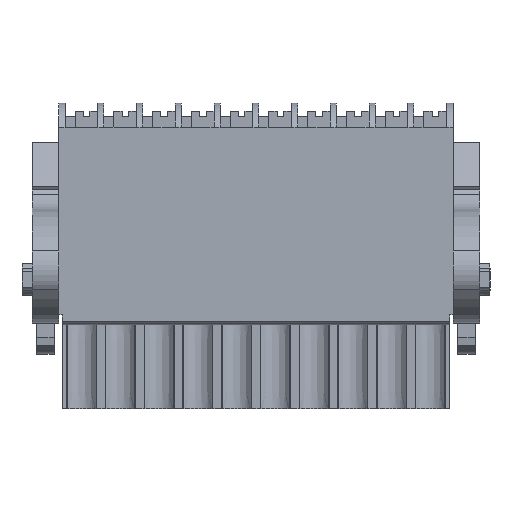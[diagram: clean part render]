
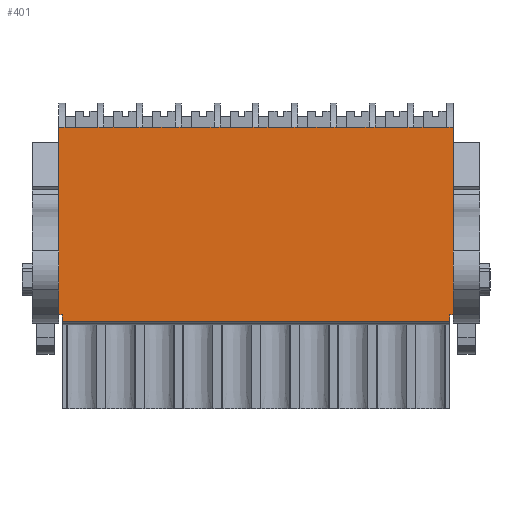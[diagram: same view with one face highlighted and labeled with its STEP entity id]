
A CAD part, front view. The second image highlights one B-rep face of the part: STEP entity #401.
In plain terms, the highlighted planar face has unit normal (0, -1, 0).
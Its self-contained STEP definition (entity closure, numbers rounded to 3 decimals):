
#182=AXIS2_PLACEMENT_3D('Plane Axis2P3D',#179,#180,#181) ;
#36=CARTESIAN_POINT('Line Origine',(3.3,2.682,16.965)) ;
#40=CARTESIAN_POINT('Vertex',(3.3,2.682,8.5)) ;
#42=CARTESIAN_POINT('Vertex',(3.3,2.682,25.43)) ;
#179=CARTESIAN_POINT('Axis2P3D Location',(3.3,2.682,8.5)) ;
#184=CARTESIAN_POINT('Line Origine',(38.97,2.682,16.965)) ;
#188=CARTESIAN_POINT('Vertex',(38.97,2.682,8.5)) ;
#190=CARTESIAN_POINT('Vertex',(38.97,2.682,25.43)) ;
#193=CARTESIAN_POINT('Line Origine',(38.66,2.682,25.43)) ;
#197=CARTESIAN_POINT('Vertex',(38.35,2.682,25.43)) ;
#200=CARTESIAN_POINT('Line Origine',(36.868,2.682,25.43)) ;
#204=CARTESIAN_POINT('Vertex',(35.385,2.682,25.43)) ;
#207=CARTESIAN_POINT('Line Origine',(35.118,2.682,25.43)) ;
#211=CARTESIAN_POINT('Vertex',(34.85,2.682,25.43)) ;
#214=CARTESIAN_POINT('Line Origine',(33.368,2.682,25.43)) ;
#218=CARTESIAN_POINT('Vertex',(31.885,2.682,25.43)) ;
#221=CARTESIAN_POINT('Line Origine',(31.618,2.682,25.43)) ;
#225=CARTESIAN_POINT('Vertex',(31.35,2.682,25.43)) ;
#228=CARTESIAN_POINT('Line Origine',(29.868,2.682,25.43)) ;
#232=CARTESIAN_POINT('Vertex',(28.385,2.682,25.43)) ;
#235=CARTESIAN_POINT('Line Origine',(28.118,2.682,25.43)) ;
#239=CARTESIAN_POINT('Vertex',(27.85,2.682,25.43)) ;
#242=CARTESIAN_POINT('Line Origine',(26.368,2.682,25.43)) ;
#246=CARTESIAN_POINT('Vertex',(24.885,2.682,25.43)) ;
#249=CARTESIAN_POINT('Line Origine',(24.618,2.682,25.43)) ;
#253=CARTESIAN_POINT('Vertex',(24.35,2.682,25.43)) ;
#256=CARTESIAN_POINT('Line Origine',(22.868,2.682,25.43)) ;
#260=CARTESIAN_POINT('Vertex',(21.385,2.682,25.43)) ;
#263=CARTESIAN_POINT('Line Origine',(21.118,2.682,25.43)) ;
#267=CARTESIAN_POINT('Vertex',(20.85,2.682,25.43)) ;
#270=CARTESIAN_POINT('Line Origine',(19.368,2.682,25.43)) ;
#274=CARTESIAN_POINT('Vertex',(17.885,2.682,25.43)) ;
#277=CARTESIAN_POINT('Line Origine',(17.618,2.682,25.43)) ;
#281=CARTESIAN_POINT('Vertex',(17.35,2.682,25.43)) ;
#284=CARTESIAN_POINT('Line Origine',(15.868,2.682,25.43)) ;
#288=CARTESIAN_POINT('Vertex',(14.385,2.682,25.43)) ;
#291=CARTESIAN_POINT('Line Origine',(14.118,2.682,25.43)) ;
#295=CARTESIAN_POINT('Vertex',(13.85,2.682,25.43)) ;
#298=CARTESIAN_POINT('Line Origine',(12.368,2.682,25.43)) ;
#302=CARTESIAN_POINT('Vertex',(10.885,2.682,25.43)) ;
#305=CARTESIAN_POINT('Line Origine',(10.618,2.682,25.43)) ;
#309=CARTESIAN_POINT('Vertex',(10.35,2.682,25.43)) ;
#312=CARTESIAN_POINT('Line Origine',(8.868,2.682,25.43)) ;
#316=CARTESIAN_POINT('Vertex',(7.385,2.682,25.43)) ;
#319=CARTESIAN_POINT('Line Origine',(7.118,2.682,25.43)) ;
#323=CARTESIAN_POINT('Vertex',(6.85,2.682,25.43)) ;
#326=CARTESIAN_POINT('Line Origine',(5.368,2.682,25.43)) ;
#330=CARTESIAN_POINT('Vertex',(3.885,2.682,25.43)) ;
#333=CARTESIAN_POINT('Line Origine',(3.593,2.682,25.43)) ;
#338=CARTESIAN_POINT('Line Origine',(3.468,2.682,8.5)) ;
#342=CARTESIAN_POINT('Vertex',(3.635,2.682,8.5)) ;
#345=CARTESIAN_POINT('Line Origine',(3.635,2.682,8.2)) ;
#349=CARTESIAN_POINT('Vertex',(3.635,2.682,7.9)) ;
#352=CARTESIAN_POINT('Line Origine',(21.135,2.682,7.9)) ;
#356=CARTESIAN_POINT('Vertex',(38.635,2.682,7.9)) ;
#359=CARTESIAN_POINT('Line Origine',(38.635,2.682,8.2)) ;
#363=CARTESIAN_POINT('Vertex',(38.635,2.682,8.5)) ;
#366=CARTESIAN_POINT('Line Origine',(38.803,2.682,8.5)) ;
#37=DIRECTION('Vector Direction',(0.,0.,1.)) ;
#180=DIRECTION('Axis2P3D Direction',(0.,1.,0.)) ;
#181=DIRECTION('Axis2P3D XDirection',(0.,0.,1.)) ;
#185=DIRECTION('Vector Direction',(0.,0.,1.)) ;
#194=DIRECTION('Vector Direction',(1.,0.,0.)) ;
#201=DIRECTION('Vector Direction',(1.,0.,0.)) ;
#208=DIRECTION('Vector Direction',(1.,0.,0.)) ;
#215=DIRECTION('Vector Direction',(1.,0.,0.)) ;
#222=DIRECTION('Vector Direction',(1.,0.,0.)) ;
#229=DIRECTION('Vector Direction',(1.,0.,0.)) ;
#236=DIRECTION('Vector Direction',(1.,0.,0.)) ;
#243=DIRECTION('Vector Direction',(1.,0.,0.)) ;
#250=DIRECTION('Vector Direction',(1.,0.,0.)) ;
#257=DIRECTION('Vector Direction',(1.,0.,0.)) ;
#264=DIRECTION('Vector Direction',(1.,0.,0.)) ;
#271=DIRECTION('Vector Direction',(1.,0.,0.)) ;
#278=DIRECTION('Vector Direction',(1.,0.,0.)) ;
#285=DIRECTION('Vector Direction',(1.,0.,0.)) ;
#292=DIRECTION('Vector Direction',(1.,0.,0.)) ;
#299=DIRECTION('Vector Direction',(1.,0.,0.)) ;
#306=DIRECTION('Vector Direction',(1.,0.,0.)) ;
#313=DIRECTION('Vector Direction',(1.,0.,0.)) ;
#320=DIRECTION('Vector Direction',(1.,0.,0.)) ;
#327=DIRECTION('Vector Direction',(1.,0.,0.)) ;
#334=DIRECTION('Vector Direction',(1.,0.,0.)) ;
#339=DIRECTION('Vector Direction',(1.,0.,0.)) ;
#346=DIRECTION('Vector Direction',(0.,0.,1.)) ;
#353=DIRECTION('Vector Direction',(1.,0.,0.)) ;
#360=DIRECTION('Vector Direction',(0.,0.,1.)) ;
#367=DIRECTION('Vector Direction',(1.,0.,0.)) ;
#38=VECTOR('Line Direction',#37,1.) ;
#186=VECTOR('Line Direction',#185,1.) ;
#195=VECTOR('Line Direction',#194,1.) ;
#202=VECTOR('Line Direction',#201,1.) ;
#209=VECTOR('Line Direction',#208,1.) ;
#216=VECTOR('Line Direction',#215,1.) ;
#223=VECTOR('Line Direction',#222,1.) ;
#230=VECTOR('Line Direction',#229,1.) ;
#237=VECTOR('Line Direction',#236,1.) ;
#244=VECTOR('Line Direction',#243,1.) ;
#251=VECTOR('Line Direction',#250,1.) ;
#258=VECTOR('Line Direction',#257,1.) ;
#265=VECTOR('Line Direction',#264,1.) ;
#272=VECTOR('Line Direction',#271,1.) ;
#279=VECTOR('Line Direction',#278,1.) ;
#286=VECTOR('Line Direction',#285,1.) ;
#293=VECTOR('Line Direction',#292,1.) ;
#300=VECTOR('Line Direction',#299,1.) ;
#307=VECTOR('Line Direction',#306,1.) ;
#314=VECTOR('Line Direction',#313,1.) ;
#321=VECTOR('Line Direction',#320,1.) ;
#328=VECTOR('Line Direction',#327,1.) ;
#335=VECTOR('Line Direction',#334,1.) ;
#340=VECTOR('Line Direction',#339,1.) ;
#347=VECTOR('Line Direction',#346,1.) ;
#354=VECTOR('Line Direction',#353,1.) ;
#361=VECTOR('Line Direction',#360,1.) ;
#368=VECTOR('Line Direction',#367,1.) ;
#372=ORIENTED_EDGE('',*,*,#192,.T.) ;
#373=ORIENTED_EDGE('',*,*,#199,.F.) ;
#374=ORIENTED_EDGE('',*,*,#206,.F.) ;
#375=ORIENTED_EDGE('',*,*,#213,.F.) ;
#376=ORIENTED_EDGE('',*,*,#220,.F.) ;
#377=ORIENTED_EDGE('',*,*,#227,.F.) ;
#378=ORIENTED_EDGE('',*,*,#234,.F.) ;
#379=ORIENTED_EDGE('',*,*,#241,.F.) ;
#380=ORIENTED_EDGE('',*,*,#248,.F.) ;
#381=ORIENTED_EDGE('',*,*,#255,.F.) ;
#382=ORIENTED_EDGE('',*,*,#262,.F.) ;
#383=ORIENTED_EDGE('',*,*,#269,.F.) ;
#384=ORIENTED_EDGE('',*,*,#276,.F.) ;
#385=ORIENTED_EDGE('',*,*,#283,.F.) ;
#386=ORIENTED_EDGE('',*,*,#290,.F.) ;
#387=ORIENTED_EDGE('',*,*,#297,.F.) ;
#388=ORIENTED_EDGE('',*,*,#304,.F.) ;
#389=ORIENTED_EDGE('',*,*,#311,.F.) ;
#390=ORIENTED_EDGE('',*,*,#318,.F.) ;
#391=ORIENTED_EDGE('',*,*,#325,.F.) ;
#392=ORIENTED_EDGE('',*,*,#332,.F.) ;
#393=ORIENTED_EDGE('',*,*,#337,.F.) ;
#394=ORIENTED_EDGE('',*,*,#44,.F.) ;
#395=ORIENTED_EDGE('',*,*,#344,.T.) ;
#396=ORIENTED_EDGE('',*,*,#351,.F.) ;
#397=ORIENTED_EDGE('',*,*,#358,.T.) ;
#398=ORIENTED_EDGE('',*,*,#365,.T.) ;
#399=ORIENTED_EDGE('',*,*,#370,.T.) ;
#401=ADVANCED_FACE('HOUSING',(#400),#183,.F.) ;
#44=EDGE_CURVE('',#41,#43,#39,.T.) ;
#192=EDGE_CURVE('',#189,#191,#187,.T.) ;
#199=EDGE_CURVE('',#198,#191,#196,.T.) ;
#206=EDGE_CURVE('',#205,#198,#203,.T.) ;
#213=EDGE_CURVE('',#212,#205,#210,.T.) ;
#220=EDGE_CURVE('',#219,#212,#217,.T.) ;
#227=EDGE_CURVE('',#226,#219,#224,.T.) ;
#234=EDGE_CURVE('',#233,#226,#231,.T.) ;
#241=EDGE_CURVE('',#240,#233,#238,.T.) ;
#248=EDGE_CURVE('',#247,#240,#245,.T.) ;
#255=EDGE_CURVE('',#254,#247,#252,.T.) ;
#262=EDGE_CURVE('',#261,#254,#259,.T.) ;
#269=EDGE_CURVE('',#268,#261,#266,.T.) ;
#276=EDGE_CURVE('',#275,#268,#273,.T.) ;
#283=EDGE_CURVE('',#282,#275,#280,.T.) ;
#290=EDGE_CURVE('',#289,#282,#287,.T.) ;
#297=EDGE_CURVE('',#296,#289,#294,.T.) ;
#304=EDGE_CURVE('',#303,#296,#301,.T.) ;
#311=EDGE_CURVE('',#310,#303,#308,.T.) ;
#318=EDGE_CURVE('',#317,#310,#315,.T.) ;
#325=EDGE_CURVE('',#324,#317,#322,.T.) ;
#332=EDGE_CURVE('',#331,#324,#329,.T.) ;
#337=EDGE_CURVE('',#43,#331,#336,.T.) ;
#344=EDGE_CURVE('',#41,#343,#341,.T.) ;
#351=EDGE_CURVE('',#350,#343,#348,.T.) ;
#358=EDGE_CURVE('',#350,#357,#355,.T.) ;
#365=EDGE_CURVE('',#357,#364,#362,.T.) ;
#370=EDGE_CURVE('',#364,#189,#369,.T.) ;
#371=EDGE_LOOP('',(#372,#373,#374,#375,#376,#377,#378,#379,#380,#381,#382,#383,#384,#385,#386,#387,#388,#389,#390,#391,#392,#393,#394,#395,#396,#397,#398,#399)) ;
#400=FACE_OUTER_BOUND('',#371,.T.) ;
#39=LINE('Line',#36,#38) ;
#187=LINE('Line',#184,#186) ;
#196=LINE('Line',#193,#195) ;
#203=LINE('Line',#200,#202) ;
#210=LINE('Line',#207,#209) ;
#217=LINE('Line',#214,#216) ;
#224=LINE('Line',#221,#223) ;
#231=LINE('Line',#228,#230) ;
#238=LINE('Line',#235,#237) ;
#245=LINE('Line',#242,#244) ;
#252=LINE('Line',#249,#251) ;
#259=LINE('Line',#256,#258) ;
#266=LINE('Line',#263,#265) ;
#273=LINE('Line',#270,#272) ;
#280=LINE('Line',#277,#279) ;
#287=LINE('Line',#284,#286) ;
#294=LINE('Line',#291,#293) ;
#301=LINE('Line',#298,#300) ;
#308=LINE('Line',#305,#307) ;
#315=LINE('Line',#312,#314) ;
#322=LINE('Line',#319,#321) ;
#329=LINE('Line',#326,#328) ;
#336=LINE('Line',#333,#335) ;
#341=LINE('Line',#338,#340) ;
#348=LINE('Line',#345,#347) ;
#355=LINE('Line',#352,#354) ;
#362=LINE('Line',#359,#361) ;
#369=LINE('Line',#366,#368) ;
#183=PLANE('',#182) ;
#41=VERTEX_POINT('',#40) ;
#43=VERTEX_POINT('',#42) ;
#189=VERTEX_POINT('',#188) ;
#191=VERTEX_POINT('',#190) ;
#198=VERTEX_POINT('',#197) ;
#205=VERTEX_POINT('',#204) ;
#212=VERTEX_POINT('',#211) ;
#219=VERTEX_POINT('',#218) ;
#226=VERTEX_POINT('',#225) ;
#233=VERTEX_POINT('',#232) ;
#240=VERTEX_POINT('',#239) ;
#247=VERTEX_POINT('',#246) ;
#254=VERTEX_POINT('',#253) ;
#261=VERTEX_POINT('',#260) ;
#268=VERTEX_POINT('',#267) ;
#275=VERTEX_POINT('',#274) ;
#282=VERTEX_POINT('',#281) ;
#289=VERTEX_POINT('',#288) ;
#296=VERTEX_POINT('',#295) ;
#303=VERTEX_POINT('',#302) ;
#310=VERTEX_POINT('',#309) ;
#317=VERTEX_POINT('',#316) ;
#324=VERTEX_POINT('',#323) ;
#331=VERTEX_POINT('',#330) ;
#343=VERTEX_POINT('',#342) ;
#350=VERTEX_POINT('',#349) ;
#357=VERTEX_POINT('',#356) ;
#364=VERTEX_POINT('',#363) ;
